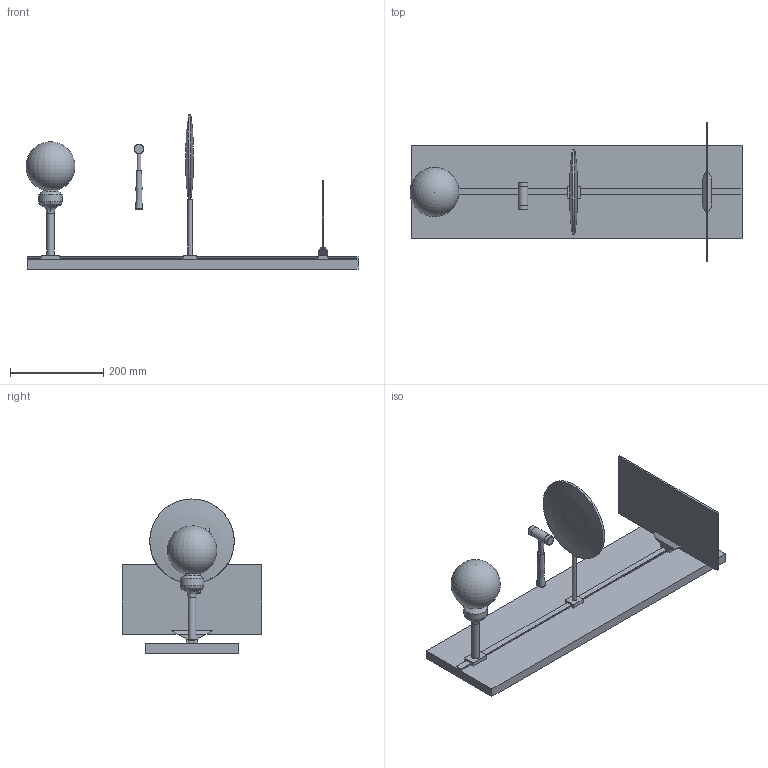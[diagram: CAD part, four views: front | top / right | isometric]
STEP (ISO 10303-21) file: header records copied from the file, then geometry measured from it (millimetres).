
FILE_DESCRIPTION(('HOOPS Exchange Step'),'2;1');
FILE_NAME('temp_export','2022-01-30T18:30:28+01:00',('mobile'),('Shapr3D Limited'),'HOOPS Exchange 2021.2','Shapr3D','Authorized');
FILE_SCHEMA( ('AP203_CONFIGURATION_CONTROLLED_3D_DESIGN_OF_MECHANICAL_PARTS_AND_ASSEMBLIES_MIM_LF') );
Length unit declared in the file: millimetre
Products named in the file (2): hamer.stp; C3CDED4A-79B5-4A59-A545-85E60B5FB8BD.tmp
Assembly tree (1 placements, depth 2):
  C3CDED4A-79B5-4A59-A545-85E60B5FB8BD.tmp
    hamer.stp
Bounding box: 712.46 x 300 x 330.76 mm (x, y, z)
Volume: 4151291.2 mm3; surface area: 570955.3 mm2
Topology: 11 solids, 11 shells, 152 faces, 378 edges, 250 vertices
Faces by surface type: plane 96, cylinder 21, bspline 16, cone 13, torus 5, sphere 1
Full cylindrical faces by diameter (mm): 1.657 x2, 2.072 x1, 2.472 x1, 9.729 x1, 16.524 x1, 20.67 x2, 21.2 x1, 25.17 x1, 33.463 x1, 50.274 x1
Entity records: 11969 total; most frequent: CARTESIAN_POINT 8256, ORIENTED_EDGE 748, DIRECTION 697, EDGE_CURVE 374, VERTEX_POINT 250, VECTOR 247, LINE 247, AXIS2_PLACEMENT_3D 225
